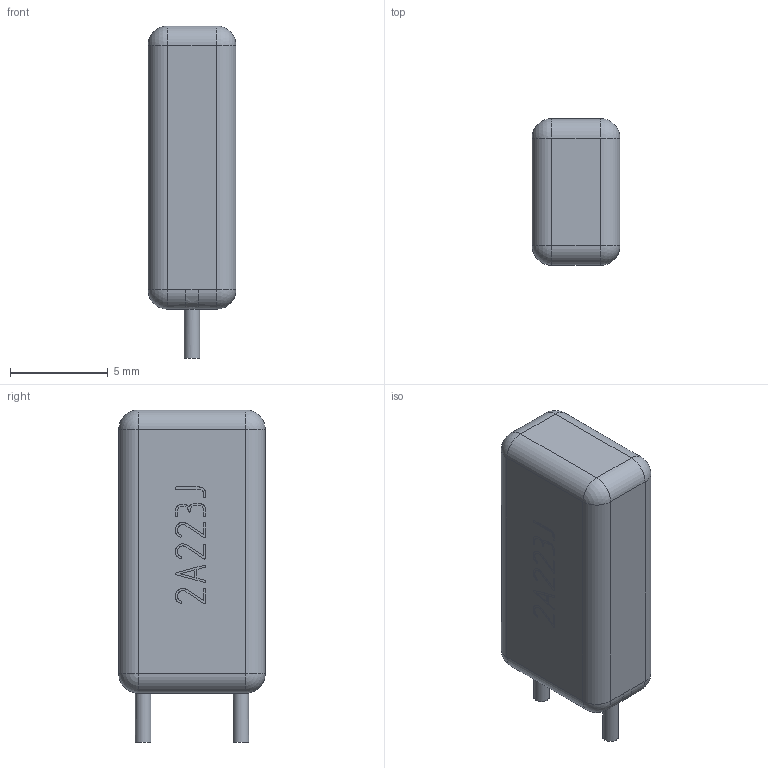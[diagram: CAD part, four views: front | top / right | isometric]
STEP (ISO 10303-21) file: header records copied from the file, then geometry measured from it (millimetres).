
FILE_DESCRIPTION(('STEP AP203'), '1');
FILE_NAME('2A223J', '2023-09-29T07:21:36', ('ava'), (''), 'ASCON STEP Converter 1.3', 'ASCON Math Kernel', '');
FILE_SCHEMA(('CONFIG_CONTROL_DESIGN'));
Length unit declared in the file: millimetre
Products named in the file (1): 8
Bounding box: 4.5 x 7.5 x 17 mm (x, y, z)
Volume: 470.5 mm3; surface area: 381.8 mm2
Topology: 1 solids, 1 shells, 390 faces, 1123 edges, 734 vertices
Faces by surface type: plane 247, cylinder 133, sphere 8, bspline 2
Full cylindrical faces by diameter (mm): 0.8 x2
Entity records: 15977 total; most frequent: CARTESIAN_POINT 2404, ORIENTED_EDGE 2226, DIRECTION 2151, EDGE_CURVE 1113, LINE 841, VECTOR 841, VERTEX_POINT 734, AXIS2_PLACEMENT_3D 655
